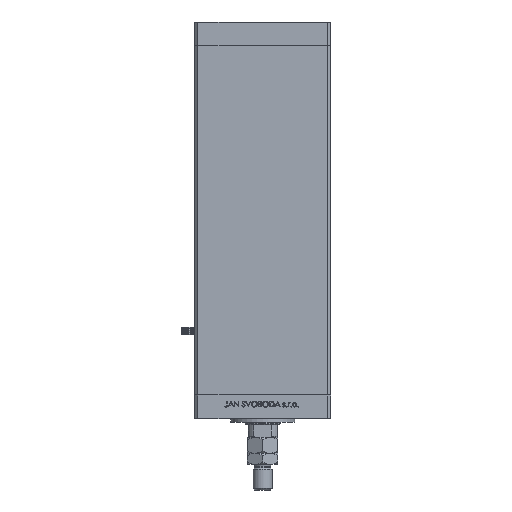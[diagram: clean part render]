
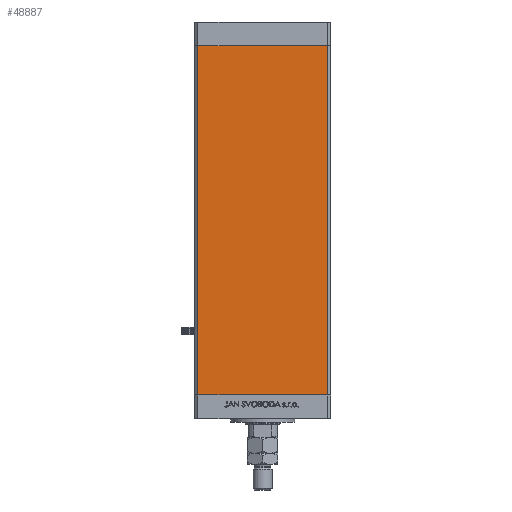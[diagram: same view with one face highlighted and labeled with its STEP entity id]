
A CAD part, front view. The second image highlights one B-rep face of the part: STEP entity #48887.
In plain terms, the highlighted planar face has unit normal (0, -1, 0).
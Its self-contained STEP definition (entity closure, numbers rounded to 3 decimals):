
#4128 = EDGE_CURVE ( 'NONE', #30319, #40997, #49649, .T. ) ;
#6348 = ORIENTED_EDGE ( 'NONE', *, *, #31336, .F. ) ;
#6788 = ORIENTED_EDGE ( 'NONE', *, *, #45055, .T. ) ;
#15420 = DIRECTION ( 'NONE',  ( 0., 1., 0. ) ) ;
#16039 = LINE ( 'NONE', #36349, #33089 ) ;
#17158 = VECTOR ( 'NONE', #46387, 1000. ) ;
#18568 = AXIS2_PLACEMENT_3D ( 'NONE', #31399, #15420, #48435 ) ;
#19220 = PLANE ( 'NONE',  #18568 ) ;
#24544 = ORIENTED_EDGE ( 'NONE', *, *, #4128, .F. ) ;
#26780 = CARTESIAN_POINT ( 'NONE',  ( -40.5, -37.5, 218.5 ) ) ;
#27908 = VECTOR ( 'NONE', #43294, 1000. ) ;
#28221 = DIRECTION ( 'NONE',  ( 1., 0., 0. ) ) ;
#29317 = VERTEX_POINT ( 'NONE', #52405 ) ;
#30061 = EDGE_LOOP ( 'NONE', ( #6788, #24544, #6348, #50861 ) ) ;
#30319 = VERTEX_POINT ( 'NONE', #33464 ) ;
#31336 = EDGE_CURVE ( 'NONE', #39720, #30319, #50445, .T. ) ;
#31399 = CARTESIAN_POINT ( 'NONE',  ( -40.5, -37.5, 218.5 ) ) ;
#33089 = VECTOR ( 'NONE', #28221, 1000. ) ;
#33464 = CARTESIAN_POINT ( 'NONE',  ( 40.5, -37.5, 218.5 ) ) ;
#34375 = LINE ( 'NONE', #26780, #27908 ) ;
#36349 = CARTESIAN_POINT ( 'NONE',  ( -40.5, -37.5, 0. ) ) ;
#37215 = CARTESIAN_POINT ( 'NONE',  ( 40.5, -37.5, 218.5 ) ) ;
#37425 = CARTESIAN_POINT ( 'NONE',  ( -40.5, -37.5, 218.5 ) ) ;
#38276 = CARTESIAN_POINT ( 'NONE',  ( -40.5, -37.5, 218.5 ) ) ;
#39720 = VERTEX_POINT ( 'NONE', #37425 ) ;
#40997 = VERTEX_POINT ( 'NONE', #44618 ) ;
#43294 = DIRECTION ( 'NONE',  ( 0., 0., -1. ) ) ;
#44618 = CARTESIAN_POINT ( 'NONE',  ( 40.5, -37.5, 0. ) ) ;
#45055 = EDGE_CURVE ( 'NONE', #29317, #40997, #16039, .T. ) ;
#45584 = EDGE_CURVE ( 'NONE', #39720, #29317, #34375, .T. ) ;
#45603 = DIRECTION ( 'NONE',  ( 0., 0., -1. ) ) ;
#46387 = DIRECTION ( 'NONE',  ( 1., 0., 0. ) ) ;
#48169 = FACE_OUTER_BOUND ( 'NONE', #30061, .T. ) ;
#48435 = DIRECTION ( 'NONE',  ( 0., 0., 1. ) ) ;
#48887 = ADVANCED_FACE ( 'NONE', ( #48169 ), #19220, .F. ) ;
#49649 = LINE ( 'NONE', #37215, #51805 ) ;
#50445 = LINE ( 'NONE', #38276, #17158 ) ;
#50861 = ORIENTED_EDGE ( 'NONE', *, *, #45584, .T. ) ;
#51805 = VECTOR ( 'NONE', #45603, 1000. ) ;
#52405 = CARTESIAN_POINT ( 'NONE',  ( -40.5, -37.5, 0. ) ) ;
